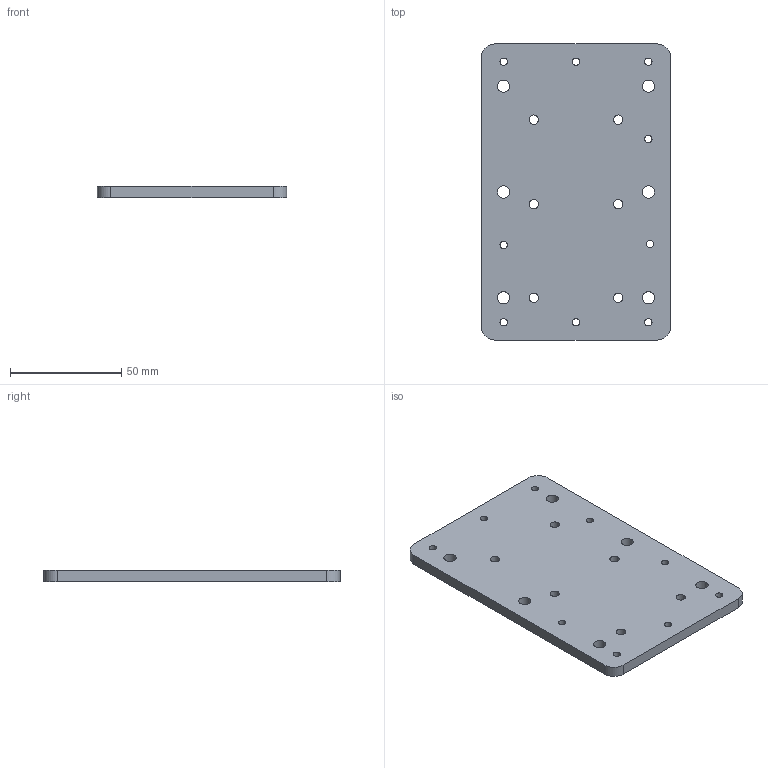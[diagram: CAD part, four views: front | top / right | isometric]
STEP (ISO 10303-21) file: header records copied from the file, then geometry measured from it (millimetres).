
FILE_DESCRIPTION(/* description */ (''),/* implementation_level */ '2;1');
FILE_NAME(/* name */ 'ZUpper.stp',/* time_stamp */ '2024-07-25T19:03:47+09:00',/* author */ (''),/* organization */ (''),/* preprocessor_version */ 'ST-DEVELOPER v19.3',/* originating_system */ 'SIEMENS PLM Software NX2212.3001',/* authorisation */ '');
FILE_SCHEMA (('AUTOMOTIVE_DESIGN { 1 0 10303 214 3 1 1 1 }'));
Length unit declared in the file: millimetre
Products named in the file (1): Belted_Metal_Composite_Worm_Z_Drive_Assembly_15mm_Mirror_objects
Bounding box: 85 x 133 x 5 mm (x, y, z)
Volume: 54857.2 mm3; surface area: 25452.1 mm2
Topology: 1 solids, 1 shells, 31 faces, 98 edges, 69 vertices
Faces by surface type: cylinder 25, plane 6
Full cylindrical faces by diameter (mm): 3.3 x9, 4.2 x6, 5.5 x6
Entity records: 1042 total; most frequent: DIRECTION 180, CARTESIAN_POINT 156, ORIENTED_EDGE 132, EDGE_LOOP 94, FACE_BOUND 86, AXIS2_PLACEMENT_3D 82, EDGE_CURVE 66, VERTEX_POINT 58
